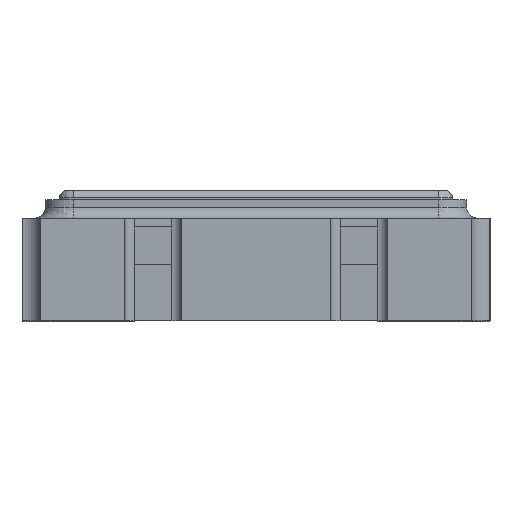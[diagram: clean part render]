
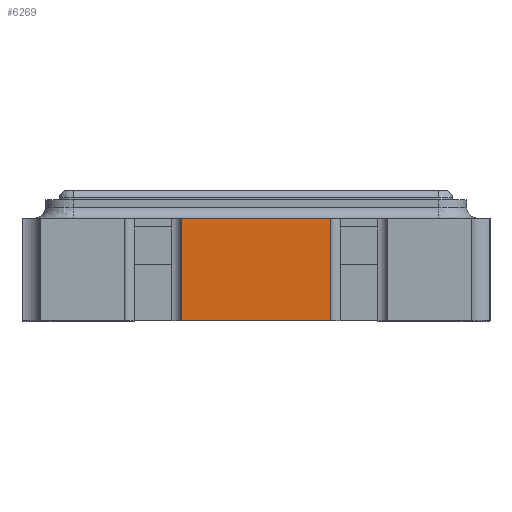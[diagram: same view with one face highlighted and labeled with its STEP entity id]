
A CAD part, left-side view. The second image highlights one B-rep face of the part: STEP entity #6269.
In plain terms, the highlighted planar face has unit normal (-1, 0, 0).
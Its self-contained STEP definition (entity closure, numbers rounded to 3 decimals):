
#517 = EDGE_LOOP ( 'NONE', ( #11914, #15981, #14633, #2211 ) ) ;
#1075 = DIRECTION ( 'NONE',  ( 0., -1., 0. ) ) ;
#1108 = CARTESIAN_POINT ( 'NONE',  ( -3.5, -0.8, 0.01 ) ) ;
#1888 = EDGE_CURVE ( 'NONE', #3670, #1917, #6348, .T. ) ;
#1917 = VERTEX_POINT ( 'NONE', #1108 ) ;
#2139 = CARTESIAN_POINT ( 'NONE',  ( -3.5, -0.8, 1.1 ) ) ;
#2211 = ORIENTED_EDGE ( 'NONE', *, *, #1888, .T. ) ;
#2584 = AXIS2_PLACEMENT_3D ( 'NONE', #3562, #12817, #7893 ) ;
#3562 = CARTESIAN_POINT ( 'NONE',  ( -3.5, 0., 1.1 ) ) ;
#3670 = VERTEX_POINT ( 'NONE', #10867 ) ;
#5111 = EDGE_CURVE ( 'NONE', #3670, #12764, #13301, .T. ) ;
#5331 = LINE ( 'NONE', #7753, #8116 ) ;
#5914 = VECTOR ( 'NONE', #6830, 1000. ) ;
#6047 = EDGE_CURVE ( 'NONE', #12764, #6365, #5331, .T. ) ;
#6125 = FACE_OUTER_BOUND ( 'NONE', #517, .T. ) ;
#6269 = ADVANCED_FACE ( 'NONE', ( #6125 ), #8419, .F. ) ;
#6348 = LINE ( 'NONE', #10671, #14342 ) ;
#6365 = VERTEX_POINT ( 'NONE', #10211 ) ;
#6830 = DIRECTION ( 'NONE',  ( 0., 0., 1. ) ) ;
#7753 = CARTESIAN_POINT ( 'NONE',  ( -3.5, 0., 1.1 ) ) ;
#7893 = DIRECTION ( 'NONE',  ( 0., 0., -1. ) ) ;
#8010 = DIRECTION ( 'NONE',  ( 0., -1., 0. ) ) ;
#8116 = VECTOR ( 'NONE', #1075, 1000. ) ;
#8166 = VECTOR ( 'NONE', #15209, 1000. ) ;
#8419 = PLANE ( 'NONE',  #2584 ) ;
#9910 = LINE ( 'NONE', #2139, #8166 ) ;
#10211 = CARTESIAN_POINT ( 'NONE',  ( -3.5, -0.8, 1.1 ) ) ;
#10671 = CARTESIAN_POINT ( 'NONE',  ( -3.5, 0., 0.01 ) ) ;
#10867 = CARTESIAN_POINT ( 'NONE',  ( -3.5, 0.8, 0.01 ) ) ;
#11914 = ORIENTED_EDGE ( 'NONE', *, *, #12255, .F. ) ;
#12255 = EDGE_CURVE ( 'NONE', #6365, #1917, #9910, .T. ) ;
#12764 = VERTEX_POINT ( 'NONE', #16076 ) ;
#12817 = DIRECTION ( 'NONE',  ( 1., 0., 0. ) ) ;
#13301 = LINE ( 'NONE', #14857, #5914 ) ;
#14342 = VECTOR ( 'NONE', #8010, 1000. ) ;
#14633 = ORIENTED_EDGE ( 'NONE', *, *, #5111, .F. ) ;
#14857 = CARTESIAN_POINT ( 'NONE',  ( -3.5, 0.8, 1.1 ) ) ;
#15209 = DIRECTION ( 'NONE',  ( 0., 0., -1. ) ) ;
#15981 = ORIENTED_EDGE ( 'NONE', *, *, #6047, .F. ) ;
#16076 = CARTESIAN_POINT ( 'NONE',  ( -3.5, 0.8, 1.1 ) ) ;
